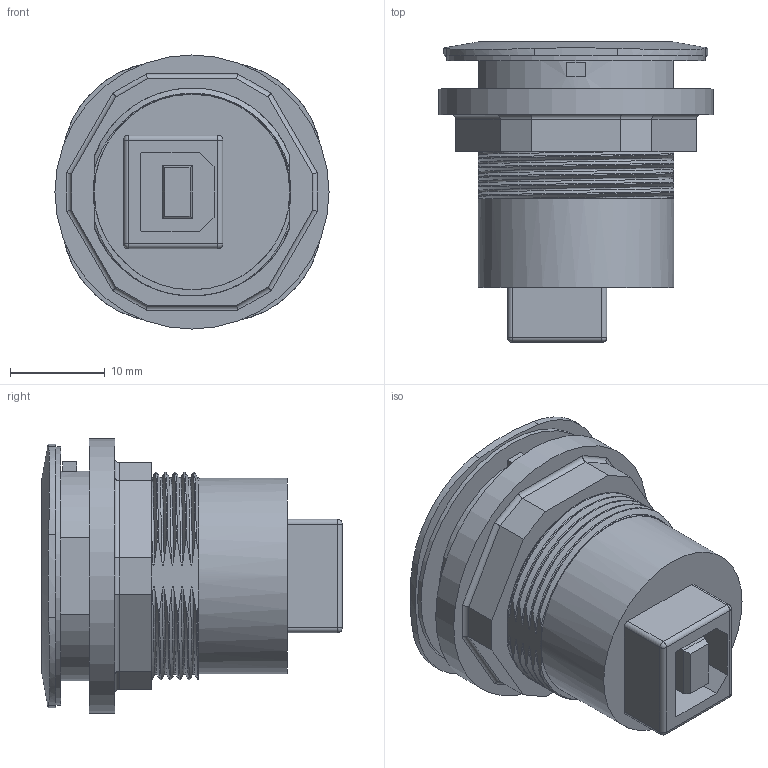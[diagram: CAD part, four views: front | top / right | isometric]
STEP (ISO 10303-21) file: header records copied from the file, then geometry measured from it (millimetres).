
FILE_DESCRIPTION(/* description */ (''),/* implementation_level */ '2;1');
FILE_NAME(/* name */ 'RQJ_USB_AB_ipt.stp',/* time_stamp */ '2016-03-10T07:36:39+01:00',/* author */ ('mharscher'),/* organization */ (''),/* preprocessor_version */ 'ST-DEVELOPER v15.2',/* originating_system */ 'Autodesk Inventor 2014',/* authorisation */ '');
FILE_SCHEMA (('CONFIG_CONTROL_DESIGN'));
Length unit declared in the file: millimetre
Products named in the file (1): RQJ_USB_AB
Bounding box: 29 x 31.8 x 29 mm (x, y, z)
Volume: 10335.5 mm3; surface area: 6480.9 mm2
Topology: 1 solids, 1 shells, 323 faces, 924 edges, 596 vertices
Faces by surface type: plane 154, cylinder 90, bspline 67, cone 5, sphere 4, torus 3
Full cylindrical faces by diameter (mm): 20.05 x1, 20.7 x1, 20.917 x1, 22.6 x1, 25.35 x1, 27.4 x1, 29 x1
Entity records: 16607 total; most frequent: CARTESIAN_POINT 8813, ORIENTED_EDGE 1800, DIRECTION 1308, EDGE_CURVE 900, VERTEX_POINT 592, LINE 510, VECTOR 510, AXIS2_PLACEMENT_3D 399
